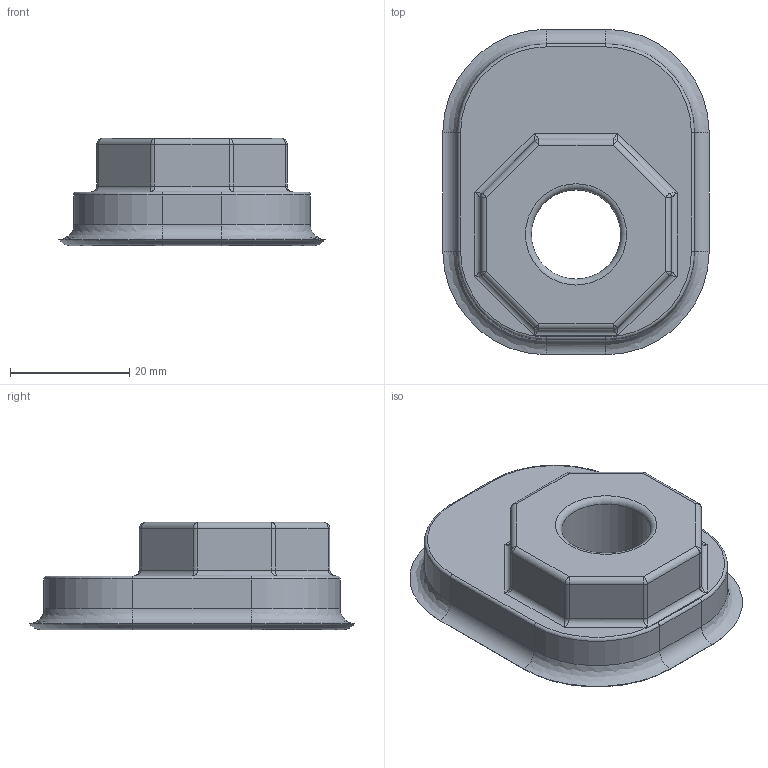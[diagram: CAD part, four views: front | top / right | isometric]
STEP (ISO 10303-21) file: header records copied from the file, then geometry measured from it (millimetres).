
FILE_DESCRIPTION(/* description */ ('','CAx-IF Rec.Pracs.---Representation and Presentation of Product Manufacturing Information (PMI)---4.0---2014-10-13'),/* implementation_level */ '2;1');
FILE_NAME(/* name */ 'Hex.step',/* time_stamp */ '2024-12-16T17:46:23+09:00',/* author */ (''),/* organization */ (''),/* preprocessor_version */ 'ST-DEVELOPER v20',/* originating_system */ 'Autodesk Translation Framework v13.20.0.188',/* authorisation */ '');
FILE_SCHEMA (('AP242_MANAGED_MODEL_BASED_3D_ENGINEERING_MIM_LF { 1 0 10303 442 1 1 4 }'));
Length unit declared in the file: millimetre
Products named in the file (1): Hex
Bounding box: 44.73 x 54.67 x 18 mm (x, y, z)
Volume: 21011.2 mm3; surface area: 6792 mm2
Topology: 1 solids, 1 shells, 85 faces, 181 edges, 91 vertices
Faces by surface type: cylinder 37, bspline 16, plane 15, torus 9, sphere 8
Full cylindrical faces by diameter (mm): 15 x1
Entity records: 2652 total; most frequent: CARTESIAN_POINT 842, DIRECTION 409, ORIENTED_EDGE 346, EDGE_CURVE 173, AXIS2_PLACEMENT_3D 166, VERTEX_POINT 91, EDGE_LOOP 88, FACE_OUTER_BOUND 85
